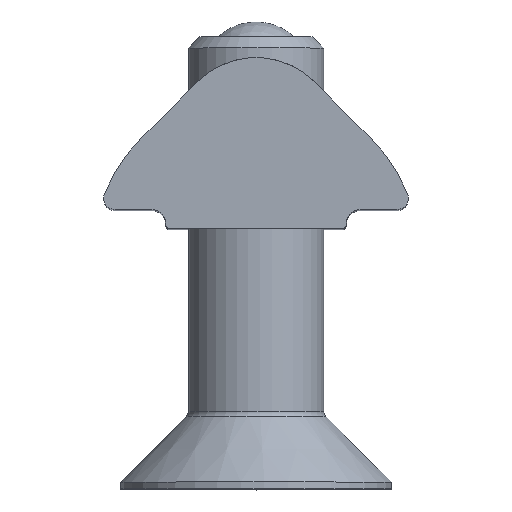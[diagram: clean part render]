
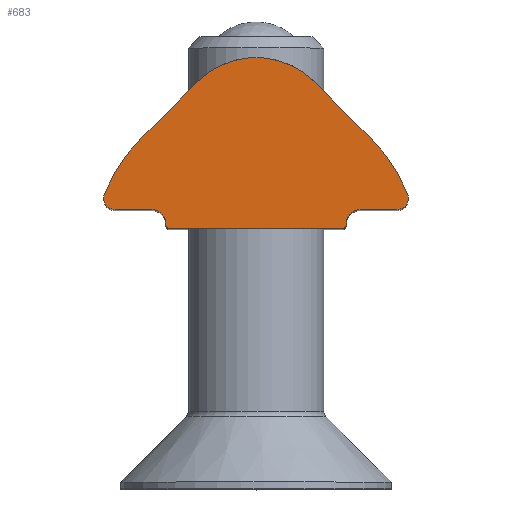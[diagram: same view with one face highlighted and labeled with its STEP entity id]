
A CAD part, top view. The second image highlights one B-rep face of the part: STEP entity #683.
In plain terms, the highlighted planar face has unit normal (0, 0, 1).
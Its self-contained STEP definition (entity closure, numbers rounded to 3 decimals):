
#61=LINE('',#1172,#109);
#65=LINE('',#1181,#113);
#68=LINE('',#1189,#116);
#71=LINE('',#1197,#119);
#75=LINE('',#1209,#123);
#78=LINE('',#1217,#126);
#82=LINE('',#1229,#130);
#109=VECTOR('',#847,0.05);
#113=VECTOR('',#857,7.6);
#116=VECTOR('',#866,0.05);
#119=VECTOR('',#875,1.635);
#123=VECTOR('',#889,3.548);
#126=VECTOR('',#898,3.548);
#130=VECTOR('',#912,1.635);
#159=PLANE('',#754);
#229=FACE_OUTER_BOUND('',#281,.T.);
#281=EDGE_LOOP('',(#585,#586,#587,#588,#589,#590,#591,#592,#593,#594,#595,
#596,#597,#598,#599,#600));
#321=CIRCLE('',#731,0.2);
#322=CIRCLE('',#734,0.2);
#323=CIRCLE('',#737,0.6);
#324=CIRCLE('',#740,0.501);
#325=CIRCLE('',#742,7.2);
#326=CIRCLE('',#745,3.653);
#327=CIRCLE('',#748,7.2);
#328=CIRCLE('',#750,0.501);
#329=CIRCLE('',#753,0.6);
#364=VERTEX_POINT('',#1170);
#365=VERTEX_POINT('',#1171);
#366=VERTEX_POINT('',#1176);
#367=VERTEX_POINT('',#1180);
#368=VERTEX_POINT('',#1184);
#369=VERTEX_POINT('',#1188);
#370=VERTEX_POINT('',#1192);
#371=VERTEX_POINT('',#1196);
#372=VERTEX_POINT('',#1200);
#373=VERTEX_POINT('',#1204);
#374=VERTEX_POINT('',#1208);
#375=VERTEX_POINT('',#1212);
#376=VERTEX_POINT('',#1216);
#377=VERTEX_POINT('',#1220);
#378=VERTEX_POINT('',#1224);
#379=VERTEX_POINT('',#1228);
#427=EDGE_CURVE('',#364,#365,#61,.T.);
#430=EDGE_CURVE('',#365,#366,#321,.T.);
#432=EDGE_CURVE('',#366,#367,#65,.T.);
#434=EDGE_CURVE('',#367,#368,#322,.T.);
#436=EDGE_CURVE('',#368,#369,#68,.T.);
#438=EDGE_CURVE('',#369,#370,#323,.T.);
#440=EDGE_CURVE('',#370,#371,#71,.T.);
#442=EDGE_CURVE('',#371,#372,#324,.T.);
#444=EDGE_CURVE('',#372,#373,#325,.T.);
#446=EDGE_CURVE('',#373,#374,#75,.T.);
#448=EDGE_CURVE('',#374,#375,#326,.T.);
#450=EDGE_CURVE('',#375,#376,#78,.T.);
#452=EDGE_CURVE('',#376,#377,#327,.T.);
#454=EDGE_CURVE('',#377,#378,#328,.T.);
#456=EDGE_CURVE('',#378,#379,#82,.T.);
#458=EDGE_CURVE('',#379,#364,#329,.T.);
#585=ORIENTED_EDGE('',*,*,#427,.F.);
#586=ORIENTED_EDGE('',*,*,#458,.F.);
#587=ORIENTED_EDGE('',*,*,#456,.F.);
#588=ORIENTED_EDGE('',*,*,#454,.F.);
#589=ORIENTED_EDGE('',*,*,#452,.F.);
#590=ORIENTED_EDGE('',*,*,#450,.F.);
#591=ORIENTED_EDGE('',*,*,#448,.F.);
#592=ORIENTED_EDGE('',*,*,#446,.F.);
#593=ORIENTED_EDGE('',*,*,#444,.F.);
#594=ORIENTED_EDGE('',*,*,#442,.F.);
#595=ORIENTED_EDGE('',*,*,#440,.F.);
#596=ORIENTED_EDGE('',*,*,#438,.F.);
#597=ORIENTED_EDGE('',*,*,#436,.F.);
#598=ORIENTED_EDGE('',*,*,#434,.F.);
#599=ORIENTED_EDGE('',*,*,#432,.F.);
#600=ORIENTED_EDGE('',*,*,#430,.F.);
#683=ADVANCED_FACE('',(#229),#159,.T.);
#731=AXIS2_PLACEMENT_3D('',#1177,#852,#853);
#734=AXIS2_PLACEMENT_3D('',#1185,#861,#862);
#737=AXIS2_PLACEMENT_3D('',#1193,#870,#871);
#740=AXIS2_PLACEMENT_3D('',#1201,#879,#880);
#742=AXIS2_PLACEMENT_3D('',#1205,#884,#885);
#745=AXIS2_PLACEMENT_3D('',#1213,#893,#894);
#748=AXIS2_PLACEMENT_3D('',#1221,#902,#903);
#750=AXIS2_PLACEMENT_3D('',#1225,#907,#908);
#753=AXIS2_PLACEMENT_3D('',#1232,#916,#917);
#754=AXIS2_PLACEMENT_3D('',#1233,#918,#919);
#847=DIRECTION('',(0.,-1.,0.));
#852=DIRECTION('center_axis',(0.,0.,-1.));
#853=DIRECTION('ref_axis',(0.,1.,0.));
#857=DIRECTION('',(-1.,0.,0.));
#861=DIRECTION('center_axis',(0.,0.,-1.));
#862=DIRECTION('ref_axis',(1.,0.,0.));
#866=DIRECTION('',(0.,1.,0.));
#870=DIRECTION('center_axis',(0.,0.,1.));
#871=DIRECTION('ref_axis',(1.,0.,0.));
#875=DIRECTION('',(-1.,0.,0.));
#879=DIRECTION('center_axis',(0.,0.,-1.));
#880=DIRECTION('ref_axis',(0.931,-0.366,0.));
#884=DIRECTION('center_axis',(0.,0.,-1.));
#885=DIRECTION('ref_axis',(0.707,-0.707,0.));
#889=DIRECTION('',(0.707,0.707,0.));
#893=DIRECTION('center_axis',(0.,0.,-1.));
#894=DIRECTION('ref_axis',(-0.707,-0.707,0.));
#898=DIRECTION('',(0.707,-0.707,0.));
#902=DIRECTION('center_axis',(0.,0.,-1.));
#903=DIRECTION('ref_axis',(-0.931,-0.366,0.));
#907=DIRECTION('center_axis',(0.,0.,-1.));
#908=DIRECTION('ref_axis',(0.,1.,0.));
#912=DIRECTION('',(-1.,0.,0.));
#916=DIRECTION('center_axis',(0.,0.,1.));
#917=DIRECTION('ref_axis',(0.,1.,0.));
#918=DIRECTION('center_axis',(0.,0.,1.));
#919=DIRECTION('ref_axis',(1.,0.,0.));
#1170=CARTESIAN_POINT('',(3.999,-2.939,15.));
#1171=CARTESIAN_POINT('',(3.999,-2.989,15.));
#1172=CARTESIAN_POINT('',(3.999,-2.939,15.));
#1176=CARTESIAN_POINT('',(3.799,-3.189,15.));
#1177=CARTESIAN_POINT('Origin',(3.799,-2.989,15.));
#1180=CARTESIAN_POINT('',(-3.801,-3.189,15.));
#1181=CARTESIAN_POINT('',(3.799,-3.189,15.));
#1184=CARTESIAN_POINT('',(-4.001,-2.989,15.));
#1185=CARTESIAN_POINT('Origin',(-3.801,-2.989,15.));
#1188=CARTESIAN_POINT('',(-4.001,-2.939,15.));
#1189=CARTESIAN_POINT('',(-4.001,-2.989,15.));
#1192=CARTESIAN_POINT('',(-4.601,-2.339,15.));
#1193=CARTESIAN_POINT('Origin',(-4.601,-2.939,15.));
#1196=CARTESIAN_POINT('',(-6.236,-2.339,15.));
#1197=CARTESIAN_POINT('',(-4.601,-2.339,15.));
#1200=CARTESIAN_POINT('',(-6.702,-1.655,15.));
#1201=CARTESIAN_POINT('Origin',(-6.236,-1.838,15.));
#1204=CARTESIAN_POINT('',(-5.092,0.803,15.));
#1205=CARTESIAN_POINT('Origin',(-0.001,-4.288,
15.));
#1208=CARTESIAN_POINT('',(-2.584,3.312,15.));
#1209=CARTESIAN_POINT('',(-5.092,0.803,15.));
#1212=CARTESIAN_POINT('',(2.582,3.312,15.));
#1213=CARTESIAN_POINT('Origin',(-0.001,0.729,
15.));
#1216=CARTESIAN_POINT('',(5.09,0.803,15.));
#1217=CARTESIAN_POINT('',(2.582,3.312,15.));
#1220=CARTESIAN_POINT('',(6.7,-1.655,15.));
#1221=CARTESIAN_POINT('Origin',(-0.001,-4.288,
15.));
#1224=CARTESIAN_POINT('',(6.234,-2.339,15.));
#1225=CARTESIAN_POINT('Origin',(6.234,-1.838,15.));
#1228=CARTESIAN_POINT('',(4.599,-2.339,15.));
#1229=CARTESIAN_POINT('',(6.234,-2.339,15.));
#1232=CARTESIAN_POINT('Origin',(4.599,-2.939,15.));
#1233=CARTESIAN_POINT('Origin',(-0.001,-0.234,
15.));
